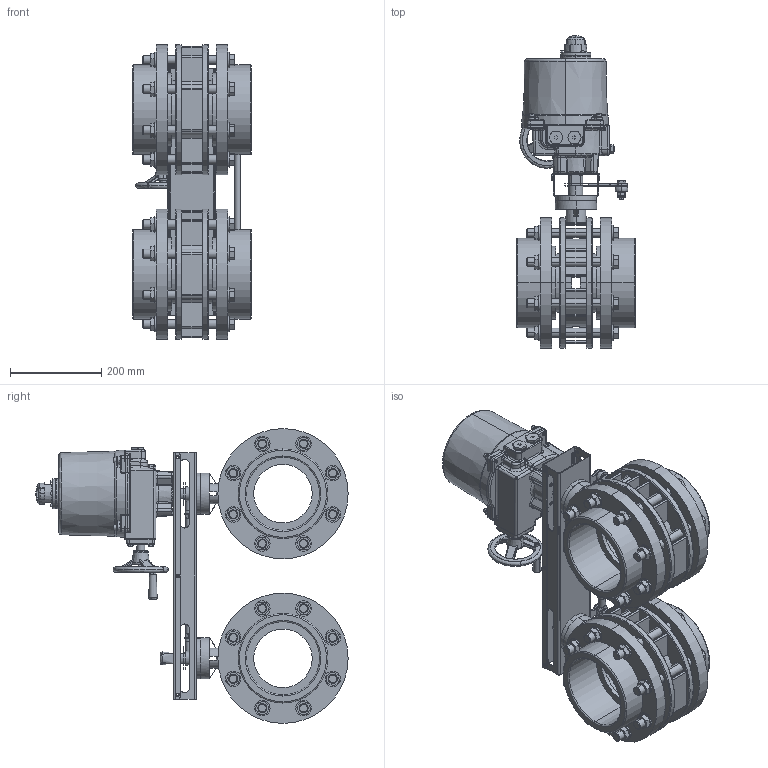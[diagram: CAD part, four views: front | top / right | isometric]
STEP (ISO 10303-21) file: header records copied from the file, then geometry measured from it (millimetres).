
FILE_DESCRIPTION (( 'STEP AP214' ), '1' );
FILE_NAME ('200.549.160 twv 160 360 VDL.STEP', '2021-09-30T08:38:19', ( '' ), ( '' ), 'SwSTEP 2.0', 'SolidWorks 2018', '' );
FILE_SCHEMA (( 'AUTOMOTIVE_DESIGN' ));
Length unit declared in the file: millimetre
Products named in the file (1): 200.549.160 twv 160 360 VDL
Bounding box: 260 x 683.09 x 645 mm (x, y, z)
Surface area: 2048646.1 mm2 (no closed solid volume)
Topology: 0 solids, 71 shells, 2308 faces, 8064 edges, 5470 vertices
Faces by surface type: plane 842, cylinder 680, bspline 409, cone 333, torus 36, sphere 8
Entity records: 146122 total; most frequent: CARTESIAN_POINT 58233, ORIENTED_EDGE 13148, DIRECTION 10947, EDGE_CURVE 8020, VERTEX_POINT 5462, AXIS2_PLACEMENT_3D 3943, LINE 3061, VECTOR 3061
